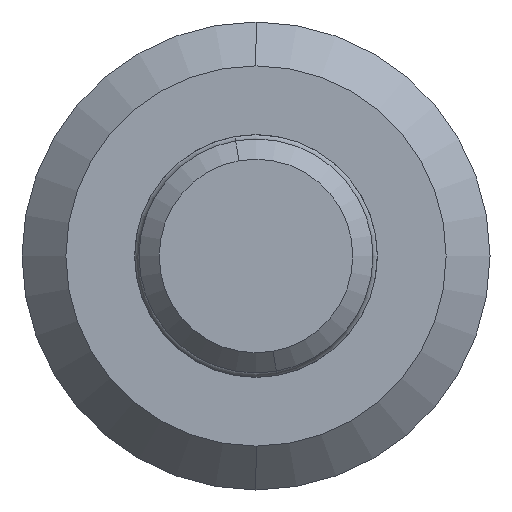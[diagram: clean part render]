
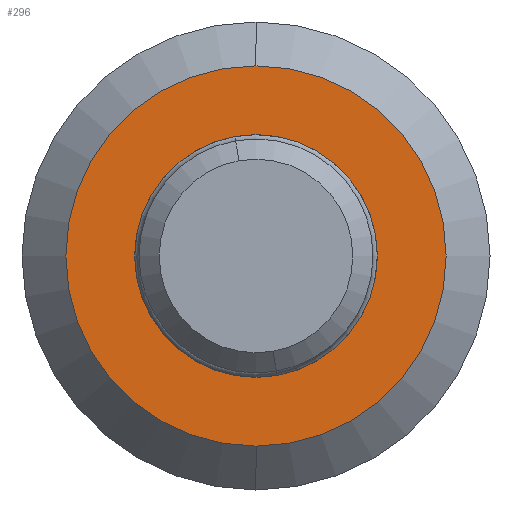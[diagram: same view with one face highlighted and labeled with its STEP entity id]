
A CAD part, front view. The second image highlights one B-rep face of the part: STEP entity #296.
In plain terms, the highlighted face is planar.
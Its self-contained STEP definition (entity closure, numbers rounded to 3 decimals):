
#32 = EDGE_LOOP ( 'NONE', ( #215, #116 ) ) ;
#68 = CARTESIAN_POINT ( 'NONE',  ( 0., 33.4, 4.15 ) ) ;
#75 = AXIS2_PLACEMENT_3D ( 'NONE', #95, #262, #954 ) ;
#90 = EDGE_CURVE ( 'NONE', #581, #141, #720, .T. ) ;
#95 = CARTESIAN_POINT ( 'NONE',  ( 8., 33.4, 0. ) ) ;
#99 = DIRECTION ( 'NONE',  ( 0., 1., 0. ) ) ;
#116 = ORIENTED_EDGE ( 'NONE', *, *, #712, .F. ) ;
#141 = VERTEX_POINT ( 'NONE', #685 ) ;
#203 = CIRCLE ( 'NONE', #387, 4.15 ) ;
#215 = ORIENTED_EDGE ( 'NONE', *, *, #739, .F. ) ;
#223 = DIRECTION ( 'NONE',  ( 0., 0., 1. ) ) ;
#227 = DIRECTION ( 'NONE',  ( 0., 1., 0. ) ) ;
#257 = VERTEX_POINT ( 'NONE', #663 ) ;
#262 = DIRECTION ( 'NONE',  ( 0., -1., 0. ) ) ;
#296 = ADVANCED_FACE ( 'NONE', ( #338, #652 ), #1110, .F. ) ;
#338 = FACE_OUTER_BOUND ( 'NONE', #381, .T. ) ;
#371 = AXIS2_PLACEMENT_3D ( 'NONE', #669, #579, #926 ) ;
#381 = EDGE_LOOP ( 'NONE', ( #696, #527 ) ) ;
#387 = AXIS2_PLACEMENT_3D ( 'NONE', #401, #1008, #996 ) ;
#401 = CARTESIAN_POINT ( 'NONE',  ( 0., 33.4, 0. ) ) ;
#442 = CARTESIAN_POINT ( 'NONE',  ( 0., 33.4, 0. ) ) ;
#527 = ORIENTED_EDGE ( 'NONE', *, *, #90, .T. ) ;
#568 = CIRCLE ( 'NONE', #371, 6.5 ) ;
#579 = DIRECTION ( 'NONE',  ( 0., 1., 0. ) ) ;
#581 = VERTEX_POINT ( 'NONE', #885 ) ;
#652 = FACE_BOUND ( 'NONE', #32, .T. ) ;
#663 = CARTESIAN_POINT ( 'NONE',  ( 0., 33.4, -4.15 ) ) ;
#669 = CARTESIAN_POINT ( 'NONE',  ( 0., 33.4, 0. ) ) ;
#685 = CARTESIAN_POINT ( 'NONE',  ( 0., 33.4, -6.5 ) ) ;
#696 = ORIENTED_EDGE ( 'NONE', *, *, #835, .T. ) ;
#712 = EDGE_CURVE ( 'NONE', #257, #802, #901, .T. ) ;
#720 = CIRCLE ( 'NONE', #1066, 6.5 ) ;
#739 = EDGE_CURVE ( 'NONE', #802, #257, #203, .T. ) ;
#802 = VERTEX_POINT ( 'NONE', #68 ) ;
#835 = EDGE_CURVE ( 'NONE', #141, #581, #568, .T. ) ;
#885 = CARTESIAN_POINT ( 'NONE',  ( 0., 33.4, 6.5 ) ) ;
#897 = AXIS2_PLACEMENT_3D ( 'NONE', #905, #227, #223 ) ;
#901 = CIRCLE ( 'NONE', #897, 4.15 ) ;
#905 = CARTESIAN_POINT ( 'NONE',  ( 0., 33.4, 0. ) ) ;
#926 = DIRECTION ( 'NONE',  ( 0., 0., -1. ) ) ;
#954 = DIRECTION ( 'NONE',  ( 0., 0., -1. ) ) ;
#970 = DIRECTION ( 'NONE',  ( 0., 0., -1. ) ) ;
#996 = DIRECTION ( 'NONE',  ( 0., 0., 1. ) ) ;
#1008 = DIRECTION ( 'NONE',  ( 0., 1., 0. ) ) ;
#1066 = AXIS2_PLACEMENT_3D ( 'NONE', #442, #99, #970 ) ;
#1110 = PLANE ( 'NONE',  #75 ) ;
